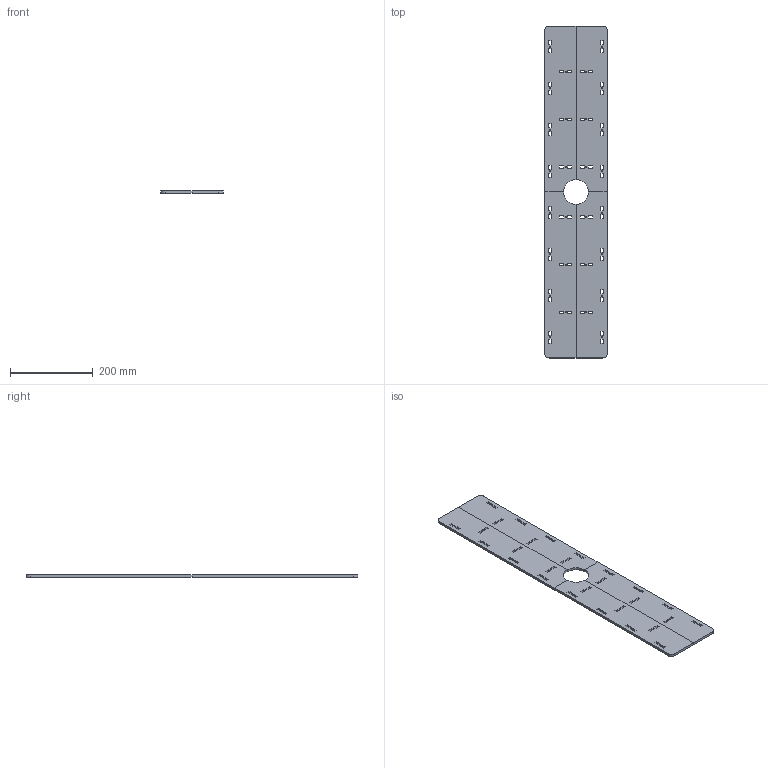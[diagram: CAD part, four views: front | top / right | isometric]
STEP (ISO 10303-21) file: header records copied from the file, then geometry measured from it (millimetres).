
FILE_DESCRIPTION(('FreeCAD Model'),'2;1');
FILE_NAME('plate3.step','2013-12-30T23:12:53', ('FreeCAD'),('FreeCAD'),'Open CASCADE STEP processor 6.5','FreeCAD', 'Unknown');
FILE_SCHEMA(('AUTOMOTIVE_DESIGN_CC2 { 1 2 10303 214 -1 1 5 4 }'));
Length unit declared in the file: millimetre
Products named in the file (1): Fusion
Bounding box: 150 x 800 x 6 mm (x, y, z)
Volume: 681172.8 mm3; surface area: 251820.9 mm2
Topology: 1 solids, 1 shells, 292 faces, 860 edges, 568 vertices
Faces by surface type: plane 256, cylinder 36
Full cylindrical faces by diameter (mm): 3 x28
Entity records: 21217 total; most frequent: CARTESIAN_POINT 3657, DIRECTION 3202, LINE 2436, VECTOR 2436, ORIENTED_EDGE 1720, PCURVE 1720, DEFINITIONAL_REPRESENTATION 1720, EDGE_CURVE 860
